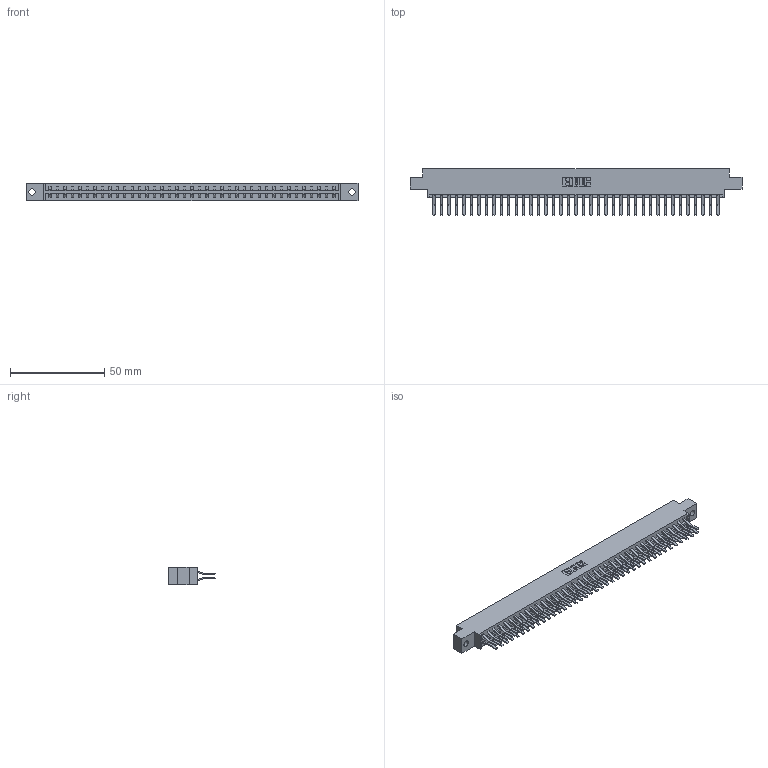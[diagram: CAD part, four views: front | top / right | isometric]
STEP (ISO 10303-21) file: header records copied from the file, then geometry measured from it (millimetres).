
FILE_DESCRIPTION (( 'STEP AP203' ), '1' );
FILE_NAME ('333-078-560-802.STEP', '2018-08-05T01:00:36', ( '' ), ( '' ), 'SwSTEP 2.0', 'SolidWorks 2016', '' );
FILE_SCHEMA (( 'CONFIG_CONTROL_DESIGN' ));
Length unit declared in the file: inch
Products named in the file (3): 333-078-560-802; 333 Part_Offset - .128 Dia; 345-292-001_560 Tail
Assembly tree (79 placements, depth 2):
  333-078-560-802
    333 Part_Offset - .128 Dia
    345-292-001_560 Tail  x78
Bounding box: 176.07 x 24.78 x 9.4 mm (x, y, z)
Volume: 18194.8 mm3; surface area: 22884.4 mm2
Topology: 79 solids, 79 shells, 4330 faces, 12881 edges, 8482 vertices
Faces by surface type: plane 2882, cylinder 1448
Entity records: 25701 total; most frequent: CARTESIAN_POINT 4266, ORIENTED_EDGE 4202, DIRECTION 3653, EDGE_CURVE 2101, LINE 1969, VECTOR 1969, VERTEX_POINT 1398, AXIS2_PLACEMENT_3D 842
